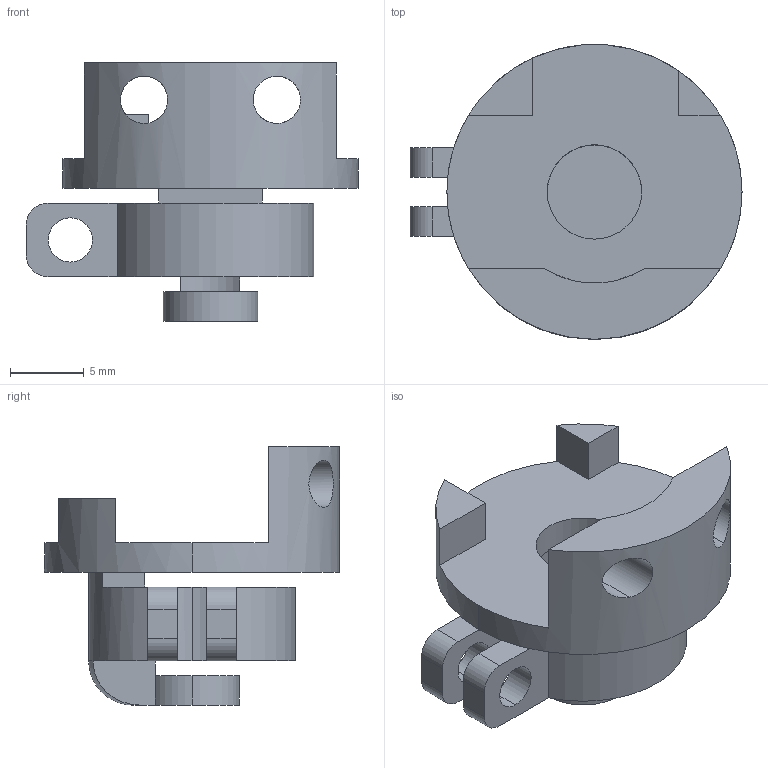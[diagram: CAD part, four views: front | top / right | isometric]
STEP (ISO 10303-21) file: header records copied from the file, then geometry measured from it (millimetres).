
FILE_DESCRIPTION (( 'STEP AP203' ), '1' );
FILE_NAME ('平行四边形上端固定1.STEP', '2025-09-09T07:16:36', ( '' ), ( '' ), 'SwSTEP 2.0', 'SolidWorks 2025', '' );
FILE_SCHEMA (( 'CONFIG_CONTROL_DESIGN' ));
Length unit declared in the file: millimetre
Products named in the file (1): 平行四边形上端固定1
Bounding box: 22.5 x 20 x 17.5 mm (x, y, z)
Volume: 1679.8 mm3; surface area: 1917 mm2
Topology: 1 solids, 1 shells, 53 faces, 153 edges, 100 vertices
Faces by surface type: plane 28, cylinder 24, torus 1
Entity records: 2003 total; most frequent: CARTESIAN_POINT 469, DIRECTION 314, ORIENTED_EDGE 306, EDGE_CURVE 153, AXIS2_PLACEMENT_3D 115, VERTEX_POINT 100, VECTOR 84, LINE 84
